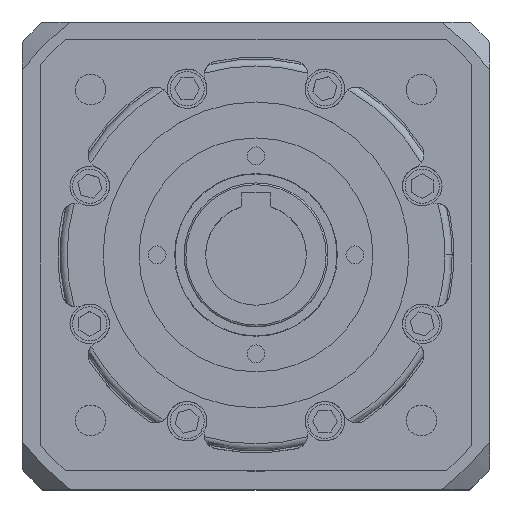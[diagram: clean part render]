
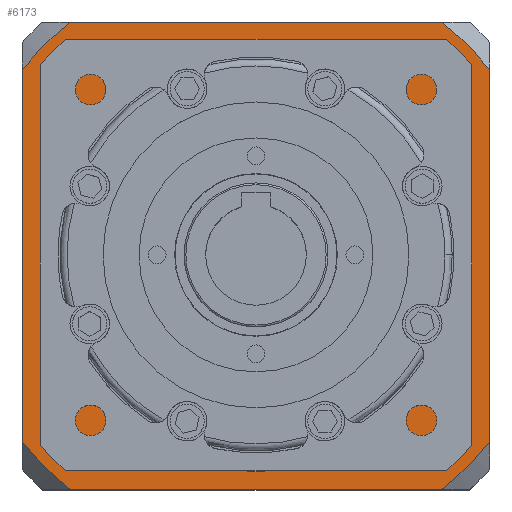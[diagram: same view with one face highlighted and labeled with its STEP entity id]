
A CAD part, top view. The second image highlights one B-rep face of the part: STEP entity #6173.
In plain terms, the highlighted planar face has unit normal (0, 0, 1).
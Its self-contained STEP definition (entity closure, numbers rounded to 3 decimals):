
#128 = CARTESIAN_POINT ( 'NONE',  ( 59.321, -65., 0. ) ) ;
#334 = CARTESIAN_POINT ( 'NONE',  ( 51.614, -65., 0. ) ) ;
#452 = VERTEX_POINT ( 'NONE', #1468 ) ;
#601 = DIRECTION ( 'NONE',  ( 0., -1., 0. ) ) ;
#679 = VERTEX_POINT ( 'NONE', #334 ) ;
#699 = LINE ( 'NONE', #3345, #2860 ) ;
#947 = VERTEX_POINT ( 'NONE', #10211 ) ;
#955 = VERTEX_POINT ( 'NONE', #9294 ) ;
#974 = CARTESIAN_POINT ( 'NONE',  ( 0., 0., 0. ) ) ;
#1346 = EDGE_CURVE ( 'NONE', #7729, #955, #10206, .T. ) ;
#1358 = EDGE_CURVE ( 'NONE', #7729, #6421, #4208, .T. ) ;
#1468 = CARTESIAN_POINT ( 'NONE',  ( 65., -51.614, 0. ) ) ;
#1472 = CARTESIAN_POINT ( 'NONE',  ( 0., 0., 0. ) ) ;
#1525 = EDGE_CURVE ( 'NONE', #679, #8780, #8910, .T. ) ;
#1690 = FACE_OUTER_BOUND ( 'NONE', #5824, .T. ) ;
#1700 = EDGE_CURVE ( 'NONE', #947, #8113, #11456, .T. ) ;
#1817 = ORIENTED_EDGE ( 'NONE', *, *, #2350, .F. ) ;
#1898 = DIRECTION ( 'NONE',  ( -1., 0., 0. ) ) ;
#1942 = CARTESIAN_POINT ( 'NONE',  ( 0., 0., 0. ) ) ;
#2244 = EDGE_CURVE ( 'NONE', #679, #452, #11582, .T. ) ;
#2321 = DIRECTION ( 'NONE',  ( -1., 0., 0. ) ) ;
#2350 = EDGE_CURVE ( 'NONE', #3487, #452, #699, .T. ) ;
#2399 = DIRECTION ( 'NONE',  ( -1., 0., 0. ) ) ;
#2429 = CIRCLE ( 'NONE', #8750, 83. ) ;
#2707 = ORIENTED_EDGE ( 'NONE', *, *, #1346, .F. ) ;
#2719 = DIRECTION ( 'NONE',  ( 0., 0., -1. ) ) ;
#2857 = CARTESIAN_POINT ( 'NONE',  ( -65., 59.321, 0. ) ) ;
#2859 = EDGE_CURVE ( 'NONE', #8113, #947, #9031, .T. ) ;
#2860 = VECTOR ( 'NONE', #601, 1000. ) ;
#3013 = PLANE ( 'NONE',  #11660 ) ;
#3052 = CARTESIAN_POINT ( 'NONE',  ( 0., 0., 0. ) ) ;
#3345 = CARTESIAN_POINT ( 'NONE',  ( 65., 59.321, 0. ) ) ;
#3487 = VERTEX_POINT ( 'NONE', #8996 ) ;
#3496 = CARTESIAN_POINT ( 'NONE',  ( 0., 0., 0. ) ) ;
#3569 = FACE_BOUND ( 'NONE', #6673, .T. ) ;
#3586 = ORIENTED_EDGE ( 'NONE', *, *, #1700, .T. ) ;
#3662 = DIRECTION ( 'NONE',  ( 0., 0., 1. ) ) ;
#3791 = DIRECTION ( 'NONE',  ( 0., 1., 0. ) ) ;
#3892 = CARTESIAN_POINT ( 'NONE',  ( 60., 0., 0. ) ) ;
#3948 = DIRECTION ( 'NONE',  ( -1., 0., 0. ) ) ;
#3990 = DIRECTION ( 'NONE',  ( -1., 0., 0. ) ) ;
#4134 = ORIENTED_EDGE ( 'NONE', *, *, #7110, .T. ) ;
#4190 = CARTESIAN_POINT ( 'NONE',  ( 59.321, 65., 0. ) ) ;
#4208 = CIRCLE ( 'NONE', #9976, 83. ) ;
#4254 = ORIENTED_EDGE ( 'NONE', *, *, #2244, .T. ) ;
#4347 = VECTOR ( 'NONE', #4917, 1000. ) ;
#4851 = ORIENTED_EDGE ( 'NONE', *, *, #1525, .F. ) ;
#4917 = DIRECTION ( 'NONE',  ( -1., 0., 0. ) ) ;
#5606 = ORIENTED_EDGE ( 'NONE', *, *, #1358, .T. ) ;
#5803 = DIRECTION ( 'NONE',  ( 0., 0., -1. ) ) ;
#5824 = EDGE_LOOP ( 'NONE', ( #4851, #4254, #1817, #4134, #2707, #5606, #10219, #8251 ) ) ;
#5831 = CARTESIAN_POINT ( 'NONE',  ( 0., 0., 0. ) ) ;
#6029 = DIRECTION ( 'NONE',  ( 1., 0., 0. ) ) ;
#6173 = ADVANCED_FACE ( 'NONE', ( #1690, #3569 ), #3013, .F. ) ;
#6232 = CARTESIAN_POINT ( 'NONE',  ( -65., 51.614, 0. ) ) ;
#6370 = DIRECTION ( 'NONE',  ( -1., 0., 0. ) ) ;
#6421 = VERTEX_POINT ( 'NONE', #6232 ) ;
#6595 = CARTESIAN_POINT ( 'NONE',  ( -65., -51.614, 0. ) ) ;
#6673 = EDGE_LOOP ( 'NONE', ( #3586, #10894 ) ) ;
#6709 = VECTOR ( 'NONE', #6029, 1000. ) ;
#6839 = CARTESIAN_POINT ( 'NONE',  ( 0., 0., 0. ) ) ;
#7110 = EDGE_CURVE ( 'NONE', #3487, #955, #10028, .T. ) ;
#7431 = DIRECTION ( 'NONE',  ( 0., 0., 1. ) ) ;
#7572 = DIRECTION ( 'NONE',  ( 0., 0., 1. ) ) ;
#7729 = VERTEX_POINT ( 'NONE', #9754 ) ;
#7809 = AXIS2_PLACEMENT_3D ( 'NONE', #3496, #3662, #3990 ) ;
#7923 = DIRECTION ( 'NONE',  ( 0., 0., 1. ) ) ;
#7975 = AXIS2_PLACEMENT_3D ( 'NONE', #1472, #7923, #2399 ) ;
#8113 = VERTEX_POINT ( 'NONE', #3892 ) ;
#8251 = ORIENTED_EDGE ( 'NONE', *, *, #8761, .T. ) ;
#8750 = AXIS2_PLACEMENT_3D ( 'NONE', #974, #7431, #1898 ) ;
#8761 = EDGE_CURVE ( 'NONE', #10723, #8780, #2429, .T. ) ;
#8780 = VERTEX_POINT ( 'NONE', #9236 ) ;
#8811 = EDGE_CURVE ( 'NONE', #10723, #6421, #11571, .T. ) ;
#8910 = LINE ( 'NONE', #128, #4347 ) ;
#8996 = CARTESIAN_POINT ( 'NONE',  ( 65., 51.614, 0. ) ) ;
#9031 = CIRCLE ( 'NONE', #11848, 60. ) ;
#9109 = AXIS2_PLACEMENT_3D ( 'NONE', #6839, #5803, #6370 ) ;
#9236 = CARTESIAN_POINT ( 'NONE',  ( -51.614, -65., 0. ) ) ;
#9294 = CARTESIAN_POINT ( 'NONE',  ( 51.614, 65., 0. ) ) ;
#9301 = DIRECTION ( 'NONE',  ( -1., 0., 0. ) ) ;
#9426 = DIRECTION ( 'NONE',  ( 0., 0., -1. ) ) ;
#9754 = CARTESIAN_POINT ( 'NONE',  ( -51.614, 65., 0. ) ) ;
#9976 = AXIS2_PLACEMENT_3D ( 'NONE', #1942, #7572, #9301 ) ;
#10028 = CIRCLE ( 'NONE', #7975, 83. ) ;
#10206 = LINE ( 'NONE', #4190, #6709 ) ;
#10211 = CARTESIAN_POINT ( 'NONE',  ( -60., 0., 0. ) ) ;
#10219 = ORIENTED_EDGE ( 'NONE', *, *, #8811, .F. ) ;
#10723 = VERTEX_POINT ( 'NONE', #6595 ) ;
#10894 = ORIENTED_EDGE ( 'NONE', *, *, #2859, .T. ) ;
#11282 = VECTOR ( 'NONE', #3791, 1000. ) ;
#11456 = CIRCLE ( 'NONE', #9109, 60. ) ;
#11571 = LINE ( 'NONE', #2857, #11282 ) ;
#11582 = CIRCLE ( 'NONE', #7809, 83. ) ;
#11660 = AXIS2_PLACEMENT_3D ( 'NONE', #5831, #9426, #3948 ) ;
#11848 = AXIS2_PLACEMENT_3D ( 'NONE', #3052, #2719, #2321 ) ;
